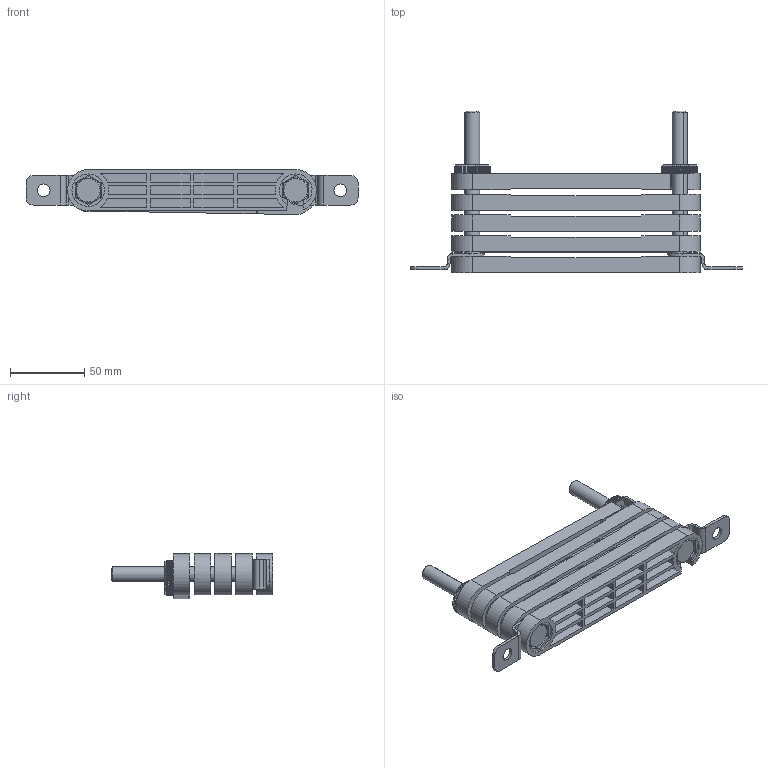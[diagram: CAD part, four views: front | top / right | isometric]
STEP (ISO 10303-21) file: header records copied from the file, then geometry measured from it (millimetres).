
FILE_DESCRIPTION(('STEP AP203'),'1');
FILE_NAME('fs80-100.stp','2024-09-30T14:18:24',('TraceParts'),('TraceParts S.A.'),'Spatial InterOp 3D',' ',' ');
FILE_SCHEMA(('CONFIG_CONTROL_DESIGN'));
Length unit declared in the file: millimetre
Products named in the file (1): 1
Bounding box: 224 x 109 x 30.42 mm (x, y, z)
Volume: 145333.4 mm3; surface area: 120071.5 mm2
Topology: 11 solids, 11 shells, 990 faces, 2434 edges, 1540 vertices
Faces by surface type: plane 648, cylinder 226, cone 116
Entity records: 29246 total; most frequent: CARTESIAN_POINT 5719, ORIENTED_EDGE 4868, DIRECTION 4800, EDGE_CURVE 2434, LINE 1622, VECTOR 1622, AXIS2_PLACEMENT_3D 1589, VERTEX_POINT 1540
